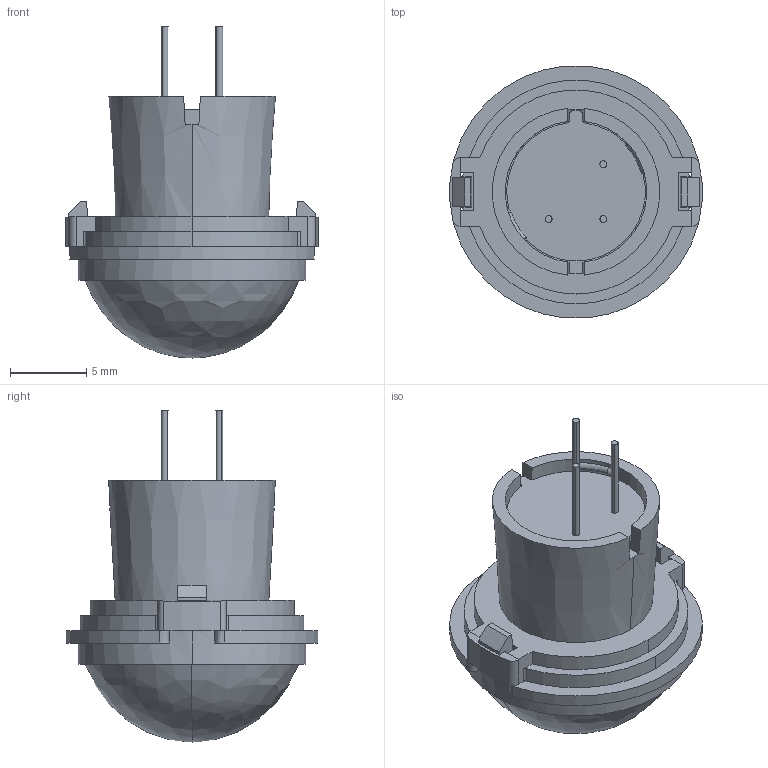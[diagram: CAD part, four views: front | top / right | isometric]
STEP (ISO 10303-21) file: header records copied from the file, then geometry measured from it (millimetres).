
FILE_DESCRIPTION (( 'STEP AP203' ), '1' );
FILE_NAME ('EKM_Ultra slight motion detection type.STEP', '2020-02-06T01:25:34', ( '' ), ( '' ), 'SwSTEP 2.0', 'SolidWorks 2018', '' );
FILE_SCHEMA (( 'CONFIG_CONTROL_DESIGN' ));
Length unit declared in the file: millimetre
Products named in the file (1): EKM_Ultra slight motion detection type
Bounding box: 16.55 x 16.54 x 21.8 mm (x, y, z)
Volume: 1830.1 mm3; surface area: 1630.8 mm2
Topology: 6 solids, 22 shells, 209 faces, 474 edges, 311 vertices
Faces by surface type: plane 82, cylinder 59, bspline 58, cone 6, torus 4
Entity records: 13162 total; most frequent: CARTESIAN_POINT 8790, ORIENTED_EDGE 944, DIRECTION 768, EDGE_CURVE 472, VERTEX_POINT 311, AXIS2_PLACEMENT_3D 296, EDGE_LOOP 217, FACE_OUTER_BOUND 209
